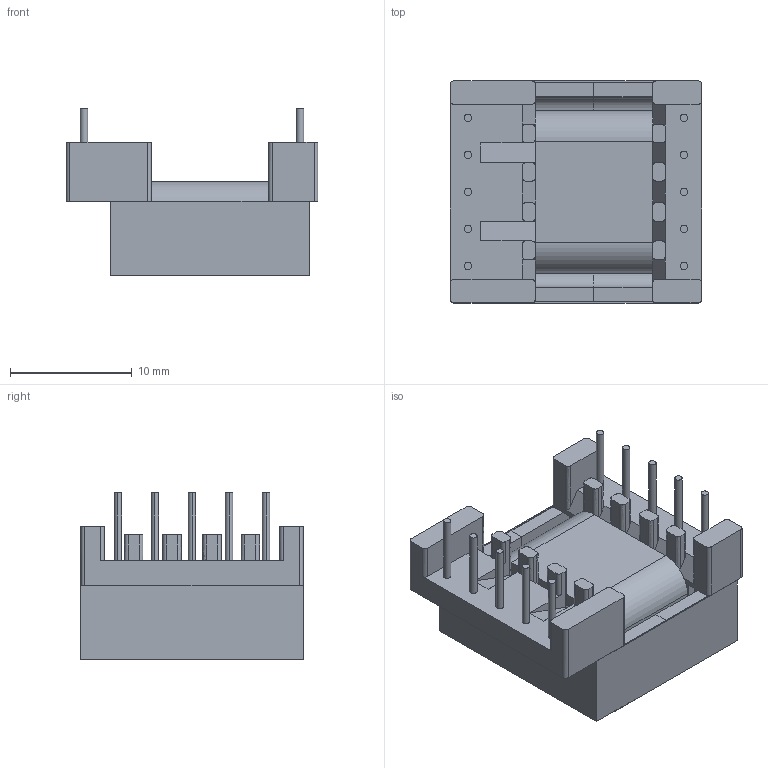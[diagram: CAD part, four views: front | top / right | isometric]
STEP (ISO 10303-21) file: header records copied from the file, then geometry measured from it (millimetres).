
FILE_DESCRIPTION(('FreeCAD Model'),'2;1');
FILE_NAME('Open CASCADE Shape Model','2025-04-29T09:07:33',('FreeCAD'),( 'FreeCAD'),'Open CASCADE STEP processor 7.6','FreeCAD','Unknown');
FILE_SCHEMA(('AUTOMOTIVE_DESIGN { 1 0 10303 214 1 1 1 1 }'));
Length unit declared in the file: millimetre
Products named in the file (1): Open CASCADE STEP translator 7.6 1
Bounding box: 20.66 x 18.23 x 13.67 mm (x, y, z)
Volume: 2084.4 mm3; surface area: 4210.4 mm2
Topology: 5 solids, 5 shells, 404 faces, 1097 edges, 722 vertices
Faces by surface type: bspline 404
Entity records: 13870 total; most frequent: CARTESIAN_POINT 7387, ORIENTED_EDGE 2194, EDGE_CURVE 1097, B_SPLINE_CURVE_WITH_KNOTS 881, VERTEX_POINT 722, FACE_BOUND 429, EDGE_LOOP 429, ADVANCED_FACE 404
